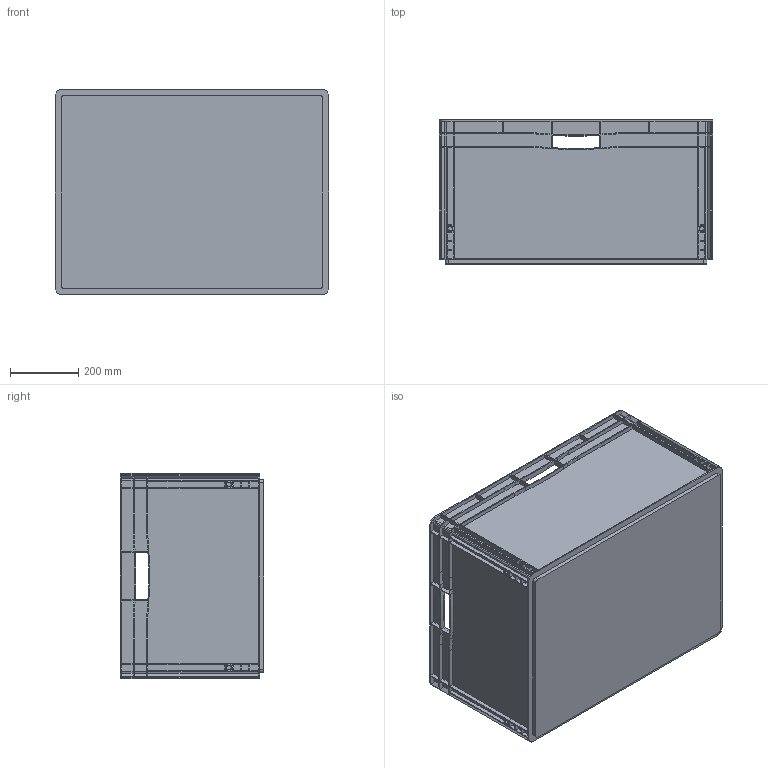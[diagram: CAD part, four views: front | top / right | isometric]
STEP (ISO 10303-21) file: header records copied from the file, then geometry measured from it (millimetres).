
FILE_DESCRIPTION (( 'STEP AP214' ), '1' );
FILE_NAME ('80 x 60 x 42 - EG 86-42 HO (All opened) [similar].STEP', '2022-04-22T08:39:58', ( '' ), ( '' ), 'SwSTEP 2.0', 'SolidWorks 2021', '' );
FILE_SCHEMA (( 'AUTOMOTIVE_DESIGN' ));
Length unit declared in the file: millimetre
Products named in the file (1): 80 x 60 x 42 - EG 86-42 HO (All opened) [similar]
Bounding box: 800 x 420 x 600 mm (x, y, z)
Volume: 6973700.2 mm3; surface area: 3578537.9 mm2
Topology: 1 solids, 1 shells, 833 faces, 2240 edges, 1480 vertices
Faces by surface type: plane 625, cylinder 208
Entity records: 26072 total; most frequent: CARTESIAN_POINT 4554, ORIENTED_EDGE 4480, DIRECTION 4412, EDGE_CURVE 2240, VECTOR 1736, LINE 1736, VERTEX_POINT 1480, AXIS2_PLACEMENT_3D 1338
